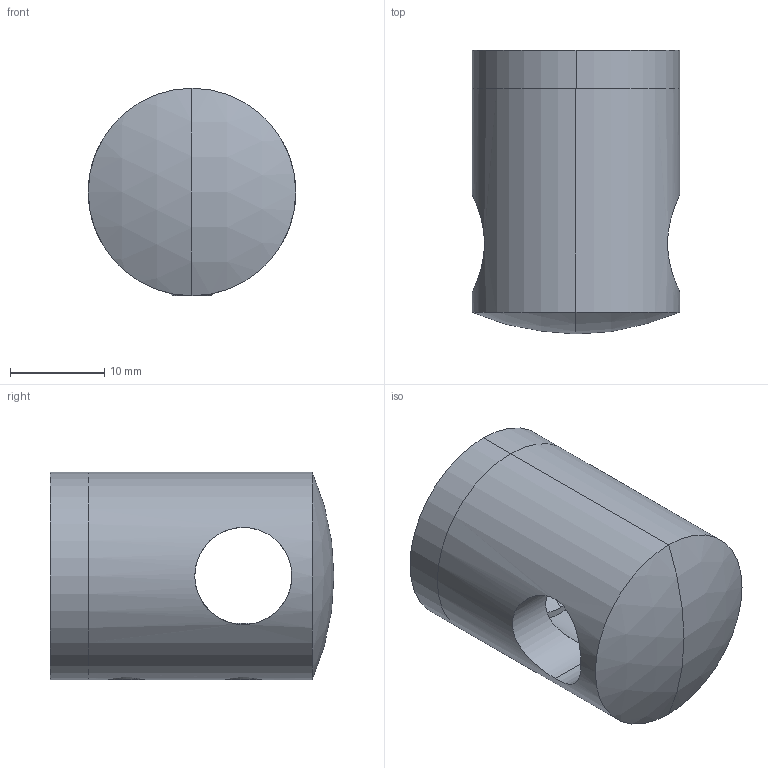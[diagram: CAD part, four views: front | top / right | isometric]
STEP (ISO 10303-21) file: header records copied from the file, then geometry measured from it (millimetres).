
FILE_DESCRIPTION (( 'STEP AP214' ), '1' );
FILE_NAME ('A_0825-000.STEP', '2021-04-12T11:07:59', ( '' ), ( '' ), 'SwSTEP 2.0', 'SolidWorks 2019', '' );
FILE_SCHEMA (( 'AUTOMOTIVE_DESIGN' ));
Length unit declared in the file: millimetre
Products named in the file (5): din_914-m5x6-a2-70; A_0825-000.P1; A_0825-000.P2; screw_iso_4029-m5x6-45h 000_0; A_0825-000
Assembly tree (4 placements, depth 2):
  A_0825-000
    A_0825-000.P2
    A_0825-000.P1
    din_914-m5x6-a2-70
    screw_iso_4029-m5x6-45h 000_0
Bounding box: 22 x 30.1 x 22 mm (x, y, z)
Volume: 7756.5 mm3; surface area: 5095.3 mm2
Topology: 4 solids, 4 shells, 69 faces, 165 edges, 98 vertices
Faces by surface type: cylinder 25, cone 22, plane 20, sphere 2
Entity records: 2674 total; most frequent: CARTESIAN_POINT 890, DIRECTION 323, ORIENTED_EDGE 318, EDGE_CURVE 159, AXIS2_PLACEMENT_3D 126, VERTEX_POINT 98, EDGE_LOOP 79, VECTOR 71
